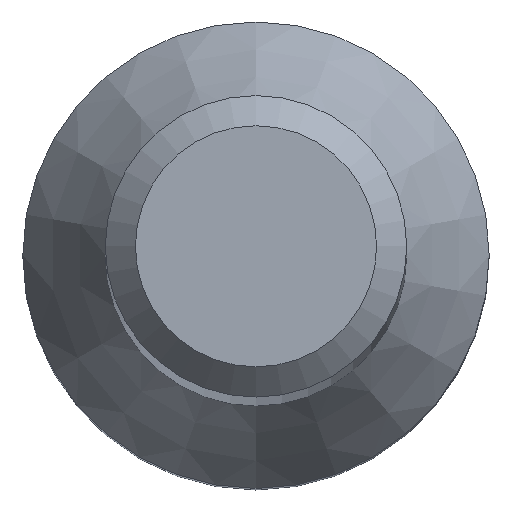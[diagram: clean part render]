
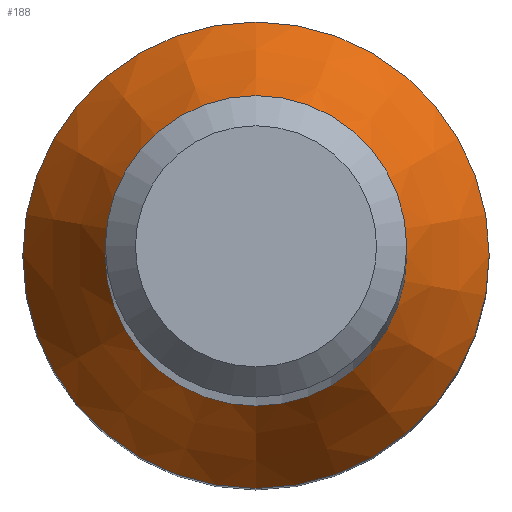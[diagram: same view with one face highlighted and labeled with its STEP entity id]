
A CAD part, top view. The second image highlights one B-rep face of the part: STEP entity #188.
In plain terms, the highlighted conical face has half-angle 30 degrees and reference radius 3.095 mm.
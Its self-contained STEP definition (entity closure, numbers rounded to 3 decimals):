
#5 = CARTESIAN_POINT ( 'NONE',  ( 0., 3.095, 12.095 ) ) ;
#12 = DIRECTION ( 'NONE',  ( 0., 1., 0. ) ) ;
#17 = DIRECTION ( 'NONE',  ( 0., 0., -1. ) ) ;
#44 = CONICAL_SURFACE ( 'NONE', #54, 3.095, 0.524 ) ;
#48 = DIRECTION ( 'NONE',  ( 0., 0., -1. ) ) ;
#51 = ORIENTED_EDGE ( 'NONE', *, *, #158, .F. ) ;
#54 = AXIS2_PLACEMENT_3D ( 'NONE', #240, #48, #12 ) ;
#71 = ORIENTED_EDGE ( 'NONE', *, *, #81, .T. ) ;
#81 = EDGE_CURVE ( 'NONE', #128, #128, #125, .T. ) ;
#106 = FACE_BOUND ( 'NONE', #192, .T. ) ;
#110 = CARTESIAN_POINT ( 'NONE',  ( 0., 2., 13.992 ) ) ;
#112 = AXIS2_PLACEMENT_3D ( 'NONE', #197, #236, #140 ) ;
#121 = CARTESIAN_POINT ( 'NONE',  ( 0., 0., 12.095 ) ) ;
#125 = CIRCLE ( 'NONE', #112, 2. ) ;
#128 = VERTEX_POINT ( 'NONE', #110 ) ;
#140 = DIRECTION ( 'NONE',  ( 0., 1., 0. ) ) ;
#145 = EDGE_LOOP ( 'NONE', ( #51 ) ) ;
#158 = EDGE_CURVE ( 'NONE', #207, #207, #159, .T. ) ;
#159 = CIRCLE ( 'NONE', #235, 3.095 ) ;
#180 = DIRECTION ( 'NONE',  ( 0., 1., 0. ) ) ;
#188 = ADVANCED_FACE ( 'NONE', ( #106, #239 ), #44, .T. ) ;
#192 = EDGE_LOOP ( 'NONE', ( #71 ) ) ;
#197 = CARTESIAN_POINT ( 'NONE',  ( 0., 0., 13.992 ) ) ;
#207 = VERTEX_POINT ( 'NONE', #5 ) ;
#235 = AXIS2_PLACEMENT_3D ( 'NONE', #121, #17, #180 ) ;
#236 = DIRECTION ( 'NONE',  ( 0., 0., -1. ) ) ;
#239 = FACE_OUTER_BOUND ( 'NONE', #145, .T. ) ;
#240 = CARTESIAN_POINT ( 'NONE',  ( 0., 0., 12.095 ) ) ;
